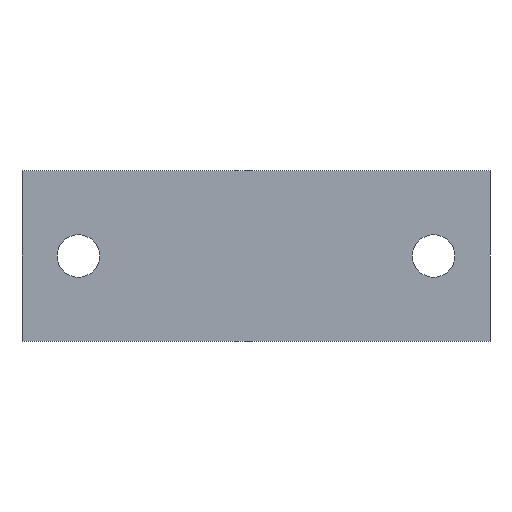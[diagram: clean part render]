
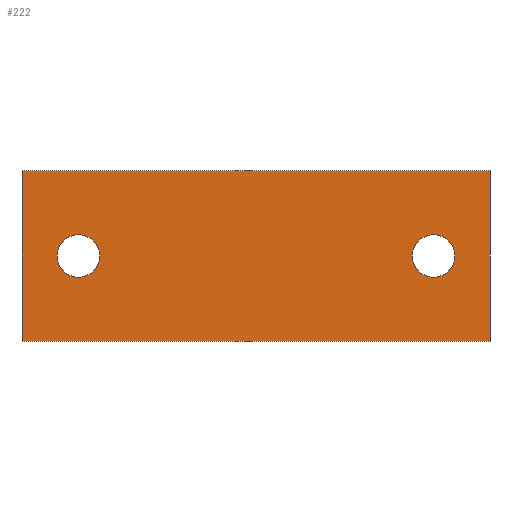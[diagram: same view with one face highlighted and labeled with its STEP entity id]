
A CAD part, front view. The second image highlights one B-rep face of the part: STEP entity #222.
In plain terms, the highlighted planar face has unit normal (0, -1, 0).
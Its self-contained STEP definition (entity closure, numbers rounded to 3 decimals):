
#2 = VERTEX_POINT ( 'NONE', #268 ) ;
#4 = DIRECTION ( 'NONE',  ( 1., 0., 0. ) ) ;
#10 = CARTESIAN_POINT ( 'NONE',  ( 27.5, 0., 10. ) ) ;
#17 = VERTEX_POINT ( 'NONE', #29 ) ;
#25 = EDGE_CURVE ( 'NONE', #172, #376, #170, .T. ) ;
#26 = DIRECTION ( 'NONE',  ( 0., 1., 0. ) ) ;
#27 = VECTOR ( 'NONE', #114, 1000. ) ;
#29 = CARTESIAN_POINT ( 'NONE',  ( -20.875, 0., -2.5 ) ) ;
#37 = CARTESIAN_POINT ( 'NONE',  ( -27.5, 0., 10. ) ) ;
#38 = ORIENTED_EDGE ( 'NONE', *, *, #25, .F. ) ;
#39 = FACE_OUTER_BOUND ( 'NONE', #73, .T. ) ;
#61 = VERTEX_POINT ( 'NONE', #204 ) ;
#67 = DIRECTION ( 'NONE',  ( 0., 1., 0. ) ) ;
#72 = CARTESIAN_POINT ( 'NONE',  ( -20.875, 0., 2.5 ) ) ;
#73 = EDGE_LOOP ( 'NONE', ( #306, #366, #308, #38 ) ) ;
#79 = EDGE_LOOP ( 'NONE', ( #102, #124 ) ) ;
#83 = AXIS2_PLACEMENT_3D ( 'NONE', #243, #67, #154 ) ;
#84 = DIRECTION ( 'NONE',  ( -1., 0., 0. ) ) ;
#86 = CARTESIAN_POINT ( 'NONE',  ( 20.875, 0., 0. ) ) ;
#91 = CARTESIAN_POINT ( 'NONE',  ( -27.5, 0., 10. ) ) ;
#102 = ORIENTED_EDGE ( 'NONE', *, *, #368, .T. ) ;
#114 = DIRECTION ( 'NONE',  ( 0., 0., -1. ) ) ;
#116 = LINE ( 'NONE', #381, #27 ) ;
#120 = CARTESIAN_POINT ( 'NONE',  ( -20.875, 0., 0. ) ) ;
#124 = ORIENTED_EDGE ( 'NONE', *, *, #294, .T. ) ;
#127 = DIRECTION ( 'NONE',  ( 0., 1., 0. ) ) ;
#128 = ORIENTED_EDGE ( 'NONE', *, *, #273, .T. ) ;
#130 = EDGE_CURVE ( 'NONE', #61, #2, #142, .T. ) ;
#132 = AXIS2_PLACEMENT_3D ( 'NONE', #367, #211, #365 ) ;
#142 = CIRCLE ( 'NONE', #194, 2.5 ) ;
#147 = EDGE_CURVE ( 'NONE', #275, #172, #116, .T. ) ;
#151 = DIRECTION ( 'NONE',  ( 0., 1., 0. ) ) ;
#154 = DIRECTION ( 'NONE',  ( 0., 0., 1. ) ) ;
#155 = VECTOR ( 'NONE', #84, 1000. ) ;
#170 = LINE ( 'NONE', #291, #155 ) ;
#172 = VERTEX_POINT ( 'NONE', #358 ) ;
#179 = CIRCLE ( 'NONE', #283, 2.5 ) ;
#194 = AXIS2_PLACEMENT_3D ( 'NONE', #86, #26, #269 ) ;
#201 = CIRCLE ( 'NONE', #383, 2.5 ) ;
#204 = CARTESIAN_POINT ( 'NONE',  ( 20.875, 0., -2.5 ) ) ;
#210 = FACE_BOUND ( 'NONE', #79, .T. ) ;
#211 = DIRECTION ( 'NONE',  ( 0., -1., 0. ) ) ;
#214 = LINE ( 'NONE', #240, #300 ) ;
#221 = VERTEX_POINT ( 'NONE', #91 ) ;
#222 = ADVANCED_FACE ( 'NONE', ( #210, #274, #39 ), #303, .T. ) ;
#232 = VECTOR ( 'NONE', #4, 1000. ) ;
#240 = CARTESIAN_POINT ( 'NONE',  ( -27.5, 0., 10. ) ) ;
#243 = CARTESIAN_POINT ( 'NONE',  ( 20.875, 0., 0. ) ) ;
#248 = EDGE_CURVE ( 'NONE', #221, #275, #329, .T. ) ;
#251 = DIRECTION ( 'NONE',  ( 0., 0., 1. ) ) ;
#252 = CIRCLE ( 'NONE', #83, 2.5 ) ;
#268 = CARTESIAN_POINT ( 'NONE',  ( 20.875, 0., 2.5 ) ) ;
#269 = DIRECTION ( 'NONE',  ( 0., 0., 1. ) ) ;
#271 = DIRECTION ( 'NONE',  ( 0., 0., 1. ) ) ;
#273 = EDGE_CURVE ( 'NONE', #2, #61, #252, .T. ) ;
#274 = FACE_BOUND ( 'NONE', #369, .T. ) ;
#275 = VERTEX_POINT ( 'NONE', #10 ) ;
#283 = AXIS2_PLACEMENT_3D ( 'NONE', #287, #127, #374 ) ;
#286 = CARTESIAN_POINT ( 'NONE',  ( -27.5, 0., -10. ) ) ;
#287 = CARTESIAN_POINT ( 'NONE',  ( -20.875, 0., 0. ) ) ;
#289 = VERTEX_POINT ( 'NONE', #72 ) ;
#291 = CARTESIAN_POINT ( 'NONE',  ( -27.5, 0., -10. ) ) ;
#294 = EDGE_CURVE ( 'NONE', #17, #289, #201, .T. ) ;
#300 = VECTOR ( 'NONE', #251, 1000. ) ;
#303 = PLANE ( 'NONE',  #132 ) ;
#306 = ORIENTED_EDGE ( 'NONE', *, *, #147, .F. ) ;
#308 = ORIENTED_EDGE ( 'NONE', *, *, #326, .F. ) ;
#326 = EDGE_CURVE ( 'NONE', #376, #221, #214, .T. ) ;
#329 = LINE ( 'NONE', #37, #232 ) ;
#336 = ORIENTED_EDGE ( 'NONE', *, *, #130, .T. ) ;
#358 = CARTESIAN_POINT ( 'NONE',  ( 27.5, 0., -10. ) ) ;
#365 = DIRECTION ( 'NONE',  ( 0., 0., -1. ) ) ;
#366 = ORIENTED_EDGE ( 'NONE', *, *, #248, .F. ) ;
#367 = CARTESIAN_POINT ( 'NONE',  ( 0., 0., 0. ) ) ;
#368 = EDGE_CURVE ( 'NONE', #289, #17, #179, .T. ) ;
#369 = EDGE_LOOP ( 'NONE', ( #128, #336 ) ) ;
#374 = DIRECTION ( 'NONE',  ( 0., 0., 1. ) ) ;
#376 = VERTEX_POINT ( 'NONE', #286 ) ;
#381 = CARTESIAN_POINT ( 'NONE',  ( 27.5, 0., 10. ) ) ;
#383 = AXIS2_PLACEMENT_3D ( 'NONE', #120, #151, #271 ) ;
